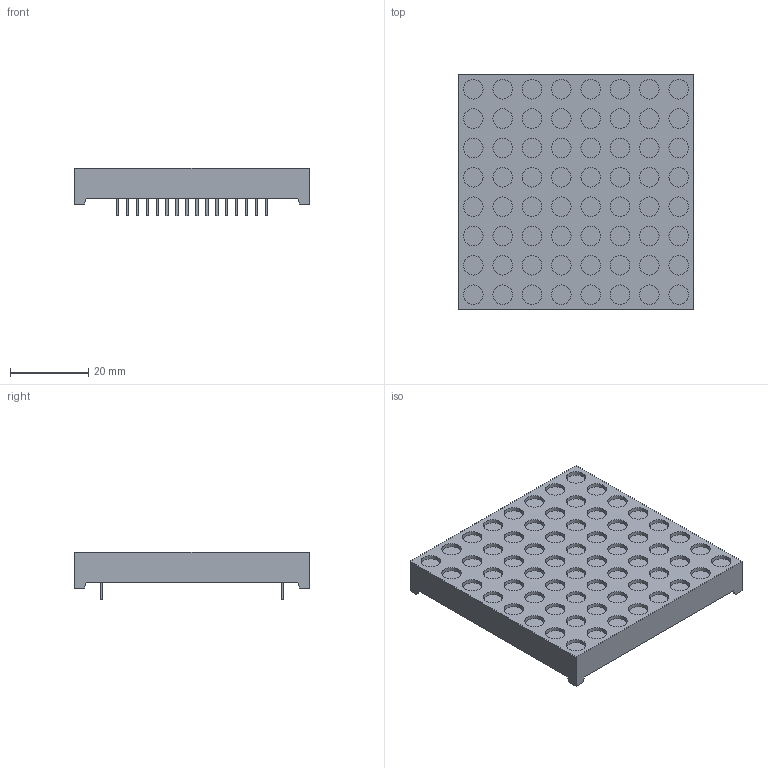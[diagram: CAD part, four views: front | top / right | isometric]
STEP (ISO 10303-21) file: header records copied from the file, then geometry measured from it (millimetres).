
FILE_DESCRIPTION(/* description */ (''),/* implementation_level */ '2;1');
FILE_NAME(/* name */ '8x8 RGB LED Matrix v1.step',/* time_stamp */ '2019-07-13T21:46:54+01:00',/* author */ (''),/* organization */ (''),/* preprocessor_version */ 'ST-DEVELOPER v18',/* originating_system */ 'Autodesk Translation Framework v8.2.0.1029',/* authorisation */ '');
FILE_SCHEMA (('AUTOMOTIVE_DESIGN { 1 0 10303 214 3 1 1 }'));
Length unit declared in the file: millimetre
Products named in the file (2): 8x8 RGB LED Matrix; 8x8 RGB LED Matrix_1
Assembly tree (1 placements, depth 2):
  8x8 RGB LED Matrix
    8x8 RGB LED Matrix_1
Bounding box: 60 x 60 x 12.2 mm (x, y, z)
Volume: 26530.2 mm3; surface area: 10463.2 mm2
Topology: 1 solids, 1 shells, 314 faces, 648 edges, 432 vertices
Faces by surface type: plane 250, cylinder 64
Full cylindrical faces by diameter (mm): 5 x64
Entity records: 8441 total; most frequent: DIRECTION 1410, CARTESIAN_POINT 1397, ORIENTED_EDGE 1296, EDGE_CURVE 648, LINE 520, VECTOR 520, AXIS2_PLACEMENT_3D 445, VERTEX_POINT 432
